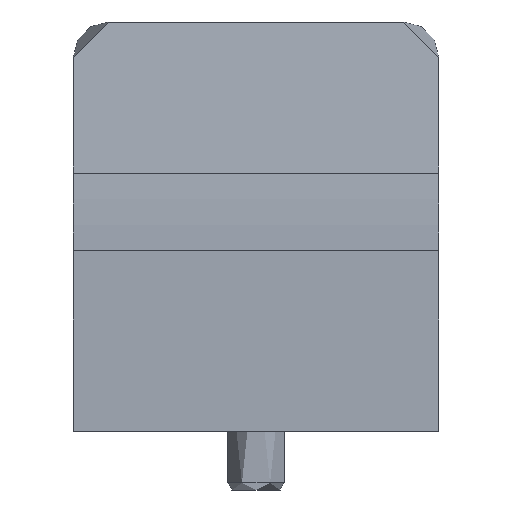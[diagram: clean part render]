
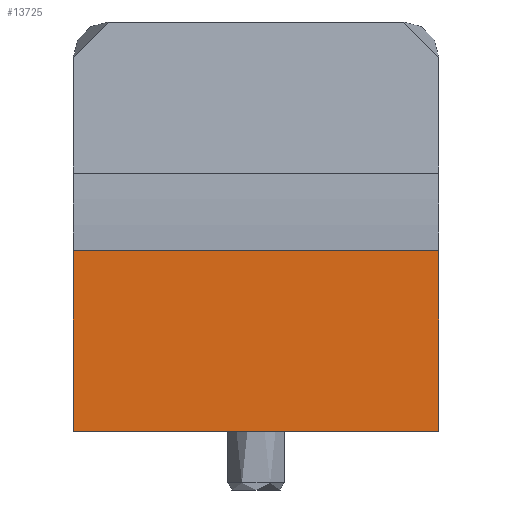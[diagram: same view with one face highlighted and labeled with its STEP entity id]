
A CAD part, left-side view. The second image highlights one B-rep face of the part: STEP entity #13725.
In plain terms, the highlighted planar face has unit normal (-1, 0, 0).
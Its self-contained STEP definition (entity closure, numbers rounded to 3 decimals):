
#180 = VERTEX_POINT ( 'NONE', #22230 ) ;
#2813 = CARTESIAN_POINT ( 'NONE',  ( -9., 26., -6.285 ) ) ;
#3328 = PLANE ( 'NONE',  #7461 ) ;
#3641 = VECTOR ( 'NONE', #5677, 1000. ) ;
#5355 = ORIENTED_EDGE ( 'NONE', *, *, #19436, .F. ) ;
#5677 = DIRECTION ( 'NONE',  ( 0., 1., 0. ) ) ;
#7461 = AXIS2_PLACEMENT_3D ( 'NONE', #8765, #16562, #33350 ) ;
#7619 = ORIENTED_EDGE ( 'NONE', *, *, #27777, .T. ) ;
#8453 = EDGE_CURVE ( 'NONE', #8625, #25912, #10106, .T. ) ;
#8625 = VERTEX_POINT ( 'NONE', #30848 ) ;
#8765 = CARTESIAN_POINT ( 'NONE',  ( -9., 26., 0. ) ) ;
#10106 = LINE ( 'NONE', #26870, #3641 ) ;
#11650 = VECTOR ( 'NONE', #14679, 1000. ) ;
#13725 = ADVANCED_FACE ( 'NONE', ( #29223 ), #3328, .F. ) ;
#14679 = DIRECTION ( 'NONE',  ( 0., 0., 1. ) ) ;
#15054 = LINE ( 'NONE', #33365, #18928 ) ;
#16562 = DIRECTION ( 'NONE',  ( 1., 0., 0. ) ) ;
#18905 = DIRECTION ( 'NONE',  ( 0., 1., 0. ) ) ;
#18928 = VECTOR ( 'NONE', #30704, 1000. ) ;
#19436 = EDGE_CURVE ( 'NONE', #180, #32332, #32038, .T. ) ;
#22230 = CARTESIAN_POINT ( 'NONE',  ( -9., -26., -6.285 ) ) ;
#23228 = CARTESIAN_POINT ( 'NONE',  ( -9., 26., 0. ) ) ;
#24343 = CARTESIAN_POINT ( 'NONE',  ( -9., 26., -6.285 ) ) ;
#24713 = VECTOR ( 'NONE', #18905, 1000. ) ;
#25079 = ORIENTED_EDGE ( 'NONE', *, *, #30009, .F. ) ;
#25205 = EDGE_LOOP ( 'NONE', ( #5355, #7619, #26984, #25079 ) ) ;
#25912 = VERTEX_POINT ( 'NONE', #33665 ) ;
#26870 = CARTESIAN_POINT ( 'NONE',  ( -9., 26., 19.461 ) ) ;
#26984 = ORIENTED_EDGE ( 'NONE', *, *, #8453, .T. ) ;
#27169 = LINE ( 'NONE', #23228, #11650 ) ;
#27777 = EDGE_CURVE ( 'NONE', #180, #8625, #15054, .T. ) ;
#29223 = FACE_OUTER_BOUND ( 'NONE', #25205, .T. ) ;
#30009 = EDGE_CURVE ( 'NONE', #32332, #25912, #27169, .T. ) ;
#30704 = DIRECTION ( 'NONE',  ( 0., 0., 1. ) ) ;
#30848 = CARTESIAN_POINT ( 'NONE',  ( -9., -26., 19.461 ) ) ;
#32038 = LINE ( 'NONE', #24343, #24713 ) ;
#32332 = VERTEX_POINT ( 'NONE', #2813 ) ;
#33350 = DIRECTION ( 'NONE',  ( 0., 0., -1. ) ) ;
#33365 = CARTESIAN_POINT ( 'NONE',  ( -9., -26., 0. ) ) ;
#33665 = CARTESIAN_POINT ( 'NONE',  ( -9., 26., 19.461 ) ) ;
